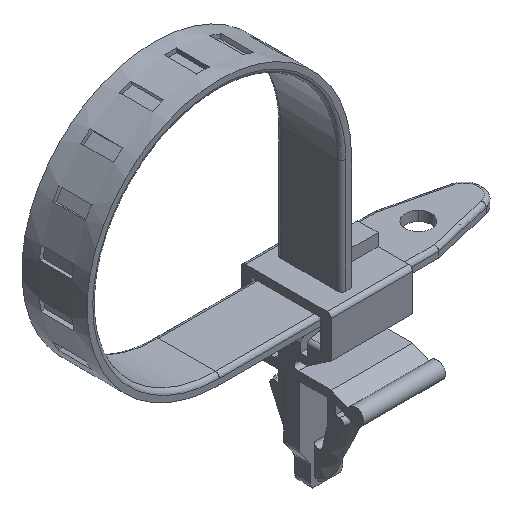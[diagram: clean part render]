
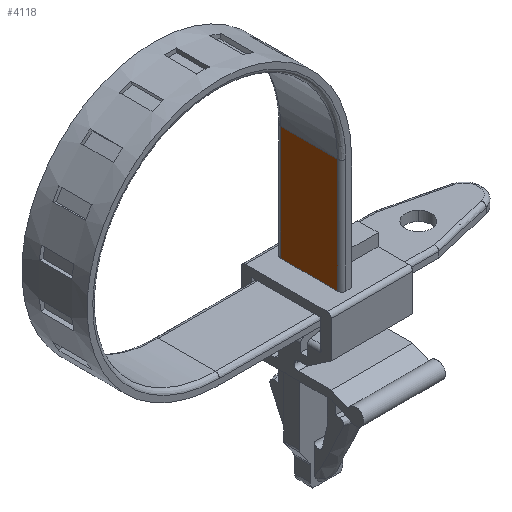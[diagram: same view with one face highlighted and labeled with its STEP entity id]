
A CAD part, isometric view. The second image highlights one B-rep face of the part: STEP entity #4118.
In plain terms, the highlighted free-form (B-spline) face has degree [1, 1] with [2, 2] control points.
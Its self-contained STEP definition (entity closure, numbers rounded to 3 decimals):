
#628=CARTESIAN_POINT('',(10.0,3.5,5.0));
#629=VERTEX_POINT('',#628);
#649=CARTESIAN_POINT('',(10.0,3.5,-9.0));
#650=VERTEX_POINT('',#649);
#661=CARTESIAN_POINT('',(10.0,3.5,5.0));
#662=CARTESIAN_POINT('',(10.0,3.5,-9.0));
#663=QUASI_UNIFORM_CURVE('',1,(#661,#662),.UNSPECIFIED.,.F.,.U.);
#664=EDGE_CURVE('',#629,#650,#663,.T.);
#1101=CARTESIAN_POINT('',(10.0,-3.5,5.0));
#1102=VERTEX_POINT('',#1101);
#1248=CARTESIAN_POINT('',(10.0,-3.5,-9.0));
#1249=VERTEX_POINT('',#1248);
#1267=CARTESIAN_POINT('',(10.0,-3.5,-9.0));
#1268=CARTESIAN_POINT('',(10.0,-3.5,5.0));
#1269=QUASI_UNIFORM_CURVE('',1,(#1267,#1268),.UNSPECIFIED.,.F.,.U.);
#1270=EDGE_CURVE('',#1249,#1102,#1269,.T.);
#3340=CARTESIAN_POINT('',(10.0,-1.25,-9.));
#3341=VERTEX_POINT('',#3340);
#3342=CARTESIAN_POINT('',(10.0,-1.25,-9.));
#3343=CARTESIAN_POINT('',(10.0,-3.5,-9.0));
#3344=QUASI_UNIFORM_CURVE('',1,(#3342,#3343),.UNSPECIFIED.,.F.,.U.);
#3345=EDGE_CURVE('',#3341,#1249,#3344,.T.);
#3399=CARTESIAN_POINT('',(10.0,3.5,5.0));
#3400=CARTESIAN_POINT('',(10.0,-3.5,5.0));
#3401=QUASI_UNIFORM_CURVE('',1,(#3399,#3400),.UNSPECIFIED.,.F.,.U.);
#3402=EDGE_CURVE('',#629,#1102,#3401,.T.);
#3857=CARTESIAN_POINT('',(10.0,1.25,-9.));
#3858=VERTEX_POINT('',#3857);
#3864=CARTESIAN_POINT('',(10.0,3.5,-9.0));
#3865=CARTESIAN_POINT('',(10.0,1.25,-9.));
#3866=QUASI_UNIFORM_CURVE('',1,(#3864,#3865),.UNSPECIFIED.,.F.,.U.);
#3867=EDGE_CURVE('',#650,#3858,#3866,.T.);
#4101=CARTESIAN_POINT('',(10.0,-3.85,-9.699));
#4102=CARTESIAN_POINT('',(10.0,-3.85,5.699));
#4103=CARTESIAN_POINT('',(10.0,3.85,-9.699));
#4104=CARTESIAN_POINT('',(10.0,3.85,5.699));
#4105=B_SPLINE_SURFACE_WITH_KNOTS('',1,1,((#4101,#4103),(#4102,#4104)),.UNSPECIFIED.,.F.,.F.,.U.,(2,2),(2,2),(0.0,15.399),(0.0,7.699),.UNSPECIFIED.);
#4106=ORIENTED_EDGE('',*,*,#3345,.T.);
#4107=ORIENTED_EDGE('',*,*,#1270,.T.);
#4108=ORIENTED_EDGE('',*,*,#3402,.F.);
#4109=ORIENTED_EDGE('',*,*,#664,.T.);
#4110=ORIENTED_EDGE('',*,*,#3867,.T.);
#4111=CARTESIAN_POINT('',(10.0,-1.25,-9.));
#4112=CARTESIAN_POINT('',(10.0,1.25,-9.));
#4113=QUASI_UNIFORM_CURVE('',1,(#4111,#4112),.UNSPECIFIED.,.F.,.U.);
#4114=EDGE_CURVE('',#3341,#3858,#4113,.T.);
#4115=ORIENTED_EDGE('',*,*,#4114,.F.);
#4116=EDGE_LOOP('',(#4106,#4107,#4108,#4109,#4110,#4115));
#4117=FACE_OUTER_BOUND('',#4116,.T.);
#4118=ADVANCED_FACE('',(#4117),#4105,.T.);
